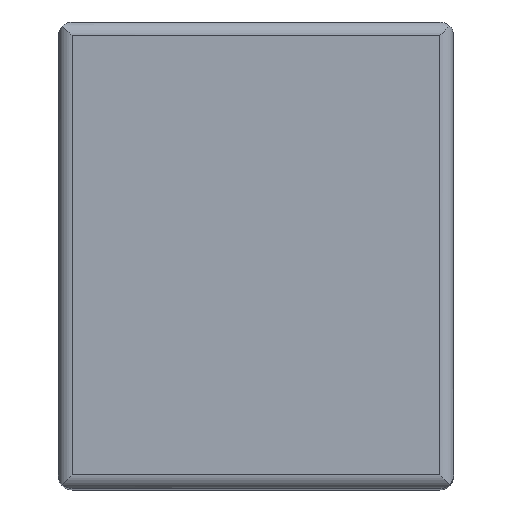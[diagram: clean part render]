
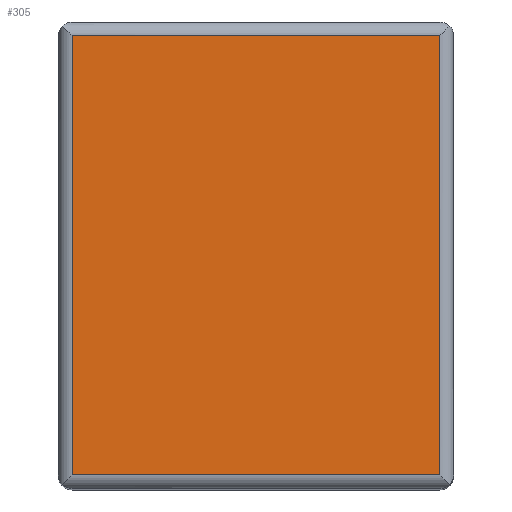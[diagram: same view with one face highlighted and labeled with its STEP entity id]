
A CAD part, top view. The second image highlights one B-rep face of the part: STEP entity #305.
In plain terms, the highlighted planar face has unit normal (0, 0, 1).
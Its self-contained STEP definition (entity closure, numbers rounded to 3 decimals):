
#35=PLANE($,#348);
#53=FACE_OUTER_BOUND($,#73,.T.);
#73=EDGE_LOOP($,(#270,#271,#272,#273));
#82=LINE($,#467,#102);
#88=LINE($,#489,#108);
#91=LINE($,#504,#111);
#97=LINE($,#523,#117);
#102=VECTOR($,#365,6.7);
#108=VECTOR($,#387,8.);
#111=VECTOR($,#402,8.);
#117=VECTOR($,#424,6.7);
#135=VERTEX_POINT($,#464);
#136=VERTEX_POINT($,#466);
#144=VERTEX_POINT($,#488);
#150=VERTEX_POINT($,#502);
#163=EDGE_CURVE($,#135,#136,#82,.T.);
#174=EDGE_CURVE($,#136,#144,#88,.T.);
#182=EDGE_CURVE($,#150,#135,#91,.T.);
#192=EDGE_CURVE($,#144,#150,#97,.T.);
#270=ORIENTED_EDGE($,*,*,#163,.F.);
#271=ORIENTED_EDGE($,*,*,#182,.F.);
#272=ORIENTED_EDGE($,*,*,#192,.F.);
#273=ORIENTED_EDGE($,*,*,#174,.F.);
#305=ADVANCED_FACE($,(#53),#35,.T.);
#348=AXIS2_PLACEMENT_3D($,#535,#439,#440);
#365=DIRECTION($,(1.,0.,0.));
#387=DIRECTION($,(0.,-1.,0.));
#402=DIRECTION($,(0.,1.,0.));
#424=DIRECTION($,(-1.,0.,0.));
#439=DIRECTION('center_axis',(0.,0.,1.));
#440=DIRECTION('ref_axis',(1.,0.,0.));
#464=CARTESIAN_POINT('',(-3.35,4.,14.));
#466=CARTESIAN_POINT('',(3.35,4.,14.));
#467=CARTESIAN_POINT($,(1.8,4.,14.));
#488=CARTESIAN_POINT('',(3.35,-4.,14.));
#489=CARTESIAN_POINT($,(3.35,-2.125,14.));
#502=CARTESIAN_POINT('',(-3.35,-4.,14.));
#504=CARTESIAN_POINT($,(-3.35,2.125,14.));
#523=CARTESIAN_POINT($,(-1.8,-4.,14.));
#535=CARTESIAN_POINT('Origin',(0.,0.,14.));
